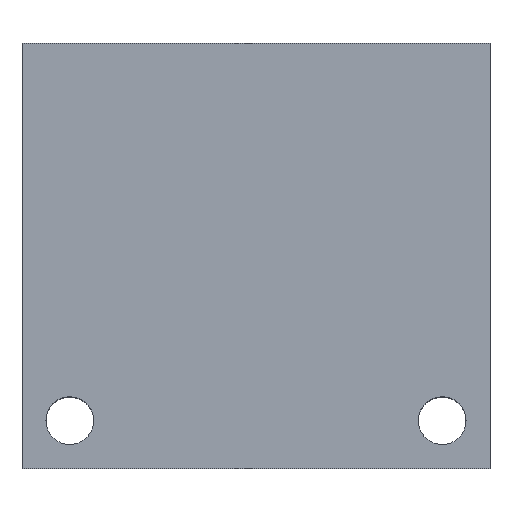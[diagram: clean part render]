
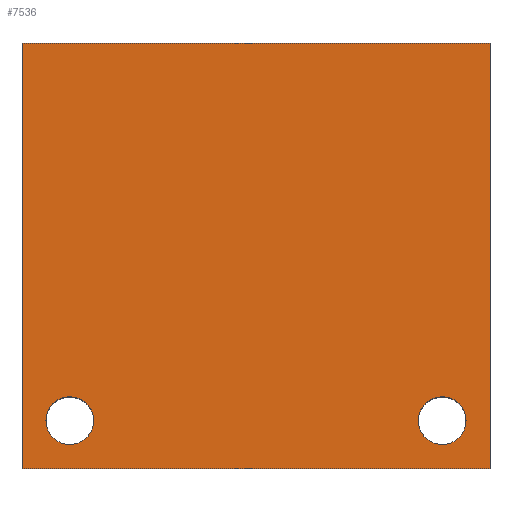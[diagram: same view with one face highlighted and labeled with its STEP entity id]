
A CAD part, top view. The second image highlights one B-rep face of the part: STEP entity #7536.
In plain terms, the highlighted planar face has unit normal (0, 0, 1).
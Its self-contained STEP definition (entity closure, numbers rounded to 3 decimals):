
#66=CIRCLE('',#7849,3.569);
#67=CIRCLE('',#7850,3.569);
#69=CIRCLE('',#7853,3.569);
#70=CIRCLE('',#7854,3.569);
#471=FACE_BOUND('',#1266,.T.);
#472=FACE_BOUND('',#1267,.T.);
#851=FACE_OUTER_BOUND('',#1265,.T.);
#1265=EDGE_LOOP('',(#6567,#6568,#6569,#6570));
#1266=EDGE_LOOP('',(#6571,#6572));
#1267=EDGE_LOOP('',(#6573,#6574));
#1650=LINE('',#10144,#2403);
#2018=LINE('',#12858,#2771);
#2021=LINE('',#12862,#2774);
#2023=LINE('',#12866,#2776);
#2403=VECTOR('',#8509,10.);
#2771=VECTOR('',#9221,10.);
#2774=VECTOR('',#9226,10.);
#2776=VECTOR('',#9232,10.);
#3041=VERTEX_POINT('',#10141);
#3042=VERTEX_POINT('',#10143);
#3463=VERTEX_POINT('',#12836);
#3464=VERTEX_POINT('',#12837);
#3466=VERTEX_POINT('',#12844);
#3467=VERTEX_POINT('',#12845);
#3471=VERTEX_POINT('',#12855);
#3472=VERTEX_POINT('',#12857);
#3868=EDGE_CURVE('',#3042,#3041,#1650,.T.);
#4493=EDGE_CURVE('',#3463,#3464,#66,.T.);
#4494=EDGE_CURVE('',#3464,#3463,#67,.T.);
#4497=EDGE_CURVE('',#3466,#3467,#69,.T.);
#4498=EDGE_CURVE('',#3467,#3466,#70,.T.);
#4503=EDGE_CURVE('',#3472,#3471,#2018,.T.);
#4506=EDGE_CURVE('',#3041,#3472,#2021,.T.);
#4508=EDGE_CURVE('',#3471,#3042,#2023,.T.);
#6567=ORIENTED_EDGE('',*,*,#4508,.T.);
#6568=ORIENTED_EDGE('',*,*,#3868,.T.);
#6569=ORIENTED_EDGE('',*,*,#4506,.T.);
#6570=ORIENTED_EDGE('',*,*,#4503,.T.);
#6571=ORIENTED_EDGE('',*,*,#4493,.T.);
#6572=ORIENTED_EDGE('',*,*,#4494,.T.);
#6573=ORIENTED_EDGE('',*,*,#4497,.T.);
#6574=ORIENTED_EDGE('',*,*,#4498,.T.);
#6819=PLANE('',#7860);
#7536=ADVANCED_FACE('',(#851,#471,#472),#6819,.T.);
#7849=AXIS2_PLACEMENT_3D('',#12838,#9201,#9202);
#7850=AXIS2_PLACEMENT_3D('',#12839,#9203,#9204);
#7853=AXIS2_PLACEMENT_3D('',#12846,#9210,#9211);
#7854=AXIS2_PLACEMENT_3D('',#12847,#9212,#9213);
#7860=AXIS2_PLACEMENT_3D('',#12867,#9233,#9234);
#8509=DIRECTION('',(0.,1.,0.));
#9201=DIRECTION('center_axis',(0.,0.,-1.));
#9202=DIRECTION('ref_axis',(1.,0.,0.));
#9203=DIRECTION('center_axis',(0.,0.,-1.));
#9204=DIRECTION('ref_axis',(1.,0.,0.));
#9210=DIRECTION('center_axis',(0.,0.,-1.));
#9211=DIRECTION('ref_axis',(1.,0.,0.));
#9212=DIRECTION('center_axis',(0.,0.,-1.));
#9213=DIRECTION('ref_axis',(1.,0.,0.));
#9221=DIRECTION('',(0.,-1.,0.));
#9226=DIRECTION('',(-1.,0.,0.));
#9232=DIRECTION('',(1.,0.,0.));
#9233=DIRECTION('center_axis',(0.,0.,1.));
#9234=DIRECTION('ref_axis',(1.,0.,0.));
#10141=CARTESIAN_POINT('',(69.85,63.5,38.1));
#10143=CARTESIAN_POINT('',(69.85,0.,38.1));
#10144=CARTESIAN_POINT('',(69.85,0.,38.1));
#12836=CARTESIAN_POINT('',(10.706,7.137,38.1));
#12837=CARTESIAN_POINT('',(3.569,7.137,38.1));
#12838=CARTESIAN_POINT('Origin',(7.137,7.137,38.1));
#12839=CARTESIAN_POINT('Origin',(7.137,7.137,38.1));
#12844=CARTESIAN_POINT('',(66.281,7.137,38.1));
#12845=CARTESIAN_POINT('',(59.144,7.137,38.1));
#12846=CARTESIAN_POINT('Origin',(62.713,7.137,38.1));
#12847=CARTESIAN_POINT('Origin',(62.713,7.137,38.1));
#12855=CARTESIAN_POINT('',(0.,0.,38.1));
#12857=CARTESIAN_POINT('',(0.,63.5,38.1));
#12858=CARTESIAN_POINT('',(0.,63.5,38.1));
#12862=CARTESIAN_POINT('',(69.85,63.5,38.1));
#12866=CARTESIAN_POINT('',(0.,0.,38.1));
#12867=CARTESIAN_POINT('Origin',(34.925,31.75,38.1));
